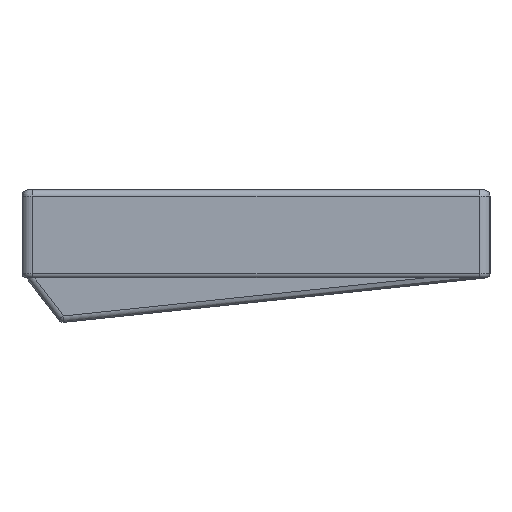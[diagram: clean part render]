
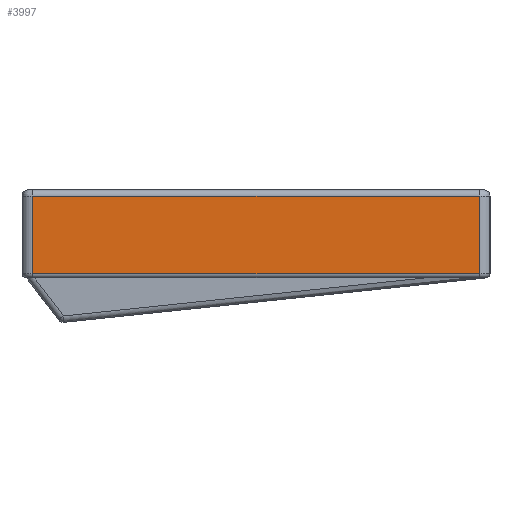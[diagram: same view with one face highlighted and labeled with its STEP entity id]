
A CAD part, left-side view. The second image highlights one B-rep face of the part: STEP entity #3997.
In plain terms, the highlighted planar face has unit normal (-1, 0, 0).
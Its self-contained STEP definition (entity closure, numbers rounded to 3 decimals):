
#139=PLANE('',#4370);
#313=FACE_OUTER_BOUND('',#564,.T.);
#564=EDGE_LOOP('',(#3236,#3237,#3238,#3239));
#762=LINE('',#6317,#1110);
#769=LINE('',#6334,#1117);
#914=LINE('',#6771,#1262);
#915=LINE('',#6772,#1263);
#1110=VECTOR('',#4879,10.);
#1117=VECTOR('',#4896,10.);
#1262=VECTOR('',#5337,10.);
#1263=VECTOR('',#5338,10.);
#1692=VERTEX_POINT('',#6251);
#1703=VERTEX_POINT('',#6310);
#1709=VERTEX_POINT('',#6333);
#1853=VERTEX_POINT('',#6770);
#2127=EDGE_CURVE('',#1703,#1692,#762,.T.);
#2135=EDGE_CURVE('',#1692,#1709,#769,.T.);
#2353=EDGE_CURVE('',#1853,#1703,#914,.T.);
#2354=EDGE_CURVE('',#1709,#1853,#915,.T.);
#3236=ORIENTED_EDGE('',*,*,#2127,.F.);
#3237=ORIENTED_EDGE('',*,*,#2353,.F.);
#3238=ORIENTED_EDGE('',*,*,#2354,.F.);
#3239=ORIENTED_EDGE('',*,*,#2135,.F.);
#3997=ADVANCED_FACE('',(#313),#139,.T.);
#4370=AXIS2_PLACEMENT_3D('',#6769,#5335,#5336);
#4879=DIRECTION('',(0.,-1.,0.));
#4896=DIRECTION('',(0.,0.,-1.));
#5335=DIRECTION('center_axis',(-1.,0.,0.));
#5336=DIRECTION('ref_axis',(0.,0.,1.));
#5337=DIRECTION('',(0.,0.,1.));
#5338=DIRECTION('',(0.,1.,0.));
#6251=CARTESIAN_POINT('',(-157.375,-52.6,30.132));
#6310=CARTESIAN_POINT('',(-157.375,52.6,30.132));
#6317=CARTESIAN_POINT('',(-157.375,-25.8,30.132));
#6333=CARTESIAN_POINT('',(-157.375,-52.6,11.847));
#6334=CARTESIAN_POINT('',(-157.375,-52.6,10.456));
#6769=CARTESIAN_POINT('Origin',(-157.375,0.,-0.002));
#6770=CARTESIAN_POINT('',(-157.375,52.6,11.847));
#6771=CARTESIAN_POINT('',(-157.375,52.6,7.561));
#6772=CARTESIAN_POINT('',(-157.375,-139.881,11.847));
